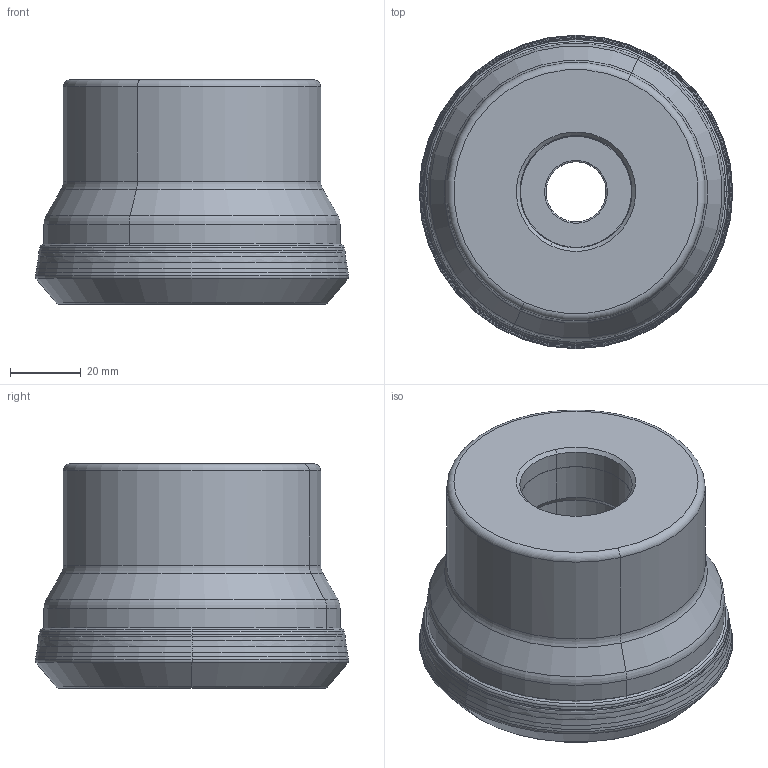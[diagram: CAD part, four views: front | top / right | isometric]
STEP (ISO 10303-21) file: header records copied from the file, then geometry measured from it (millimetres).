
FILE_DESCRIPTION(/* description */ (''),/* implementation_level */ '2;1');
FILE_NAME(/* name */ 'AHX640SUR0306DA_IR0_047.stp',/* time_stamp */ '2021-02-02T08:17:46+09:00',/* author */ (''),/* organization */ (''),/* preprocessor_version */ 'ST-DEVELOPER v16',/* originating_system */ 'SIEMENS PLM Software NX 10.0',/* authorisation */ '');
FILE_SCHEMA (('AUTOMOTIVE_DESIGN { 1 0 10303 214 3 1 1 1 }'));
Length unit declared in the file: millimetre
Products named in the file (1): AHX640SUR0306DA_IR0_047_ASM
Bounding box: 88.75 x 88.75 x 63.5 mm (x, y, z)
Volume: 313292.4 mm3; surface area: 43059.1 mm2
Topology: 2 solids, 2 shells, 201 faces, 513 edges, 393 vertices
Faces by surface type: torus 74, cone 56, revolution 26, bspline 24, cylinder 14, plane 7
Entity records: 7073 total; most frequent: CARTESIAN_POINT 1917, DIRECTION 1172, ORIENTED_EDGE 884, AXIS2_PLACEMENT_3D 528, EDGE_CURVE 442, CIRCLE 366, VERTEX_POINT 248, EDGE_LOOP 208
